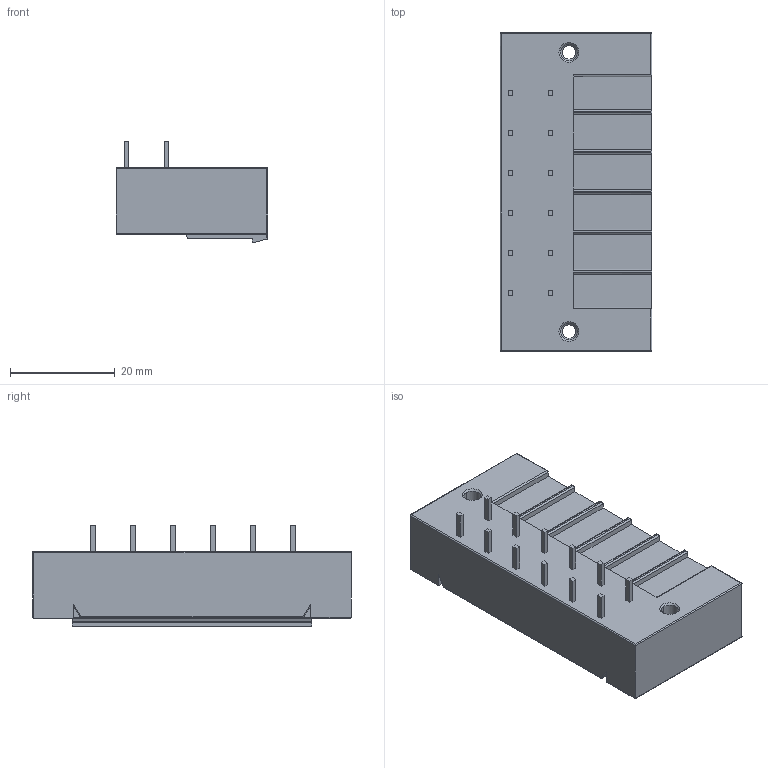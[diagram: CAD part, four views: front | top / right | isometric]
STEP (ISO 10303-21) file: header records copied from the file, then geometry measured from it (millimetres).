
FILE_DESCRIPTION((''),'2;1');
FILE_NAME('TLPHW-516R-','2024-09-11T16:00:14',('sheji'),(''),'CREO PARAMETRIC BY PTC INC, 2018100','CREO PARAMETRIC BY PTC INC, 2018100','');
FILE_SCHEMA(('CONFIG_CONTROL_DESIGN'));
Length unit declared in the file: millimetre
Products named in the file (1): TLPHW-516R-
Bounding box: 29 x 60.96 x 19.29 mm (x, y, z)
Volume: 15996.3 mm3; surface area: 10658.4 mm2
Topology: 1 solids, 1 shells, 539 faces, 1463 edges, 958 vertices
Faces by surface type: plane 385, cylinder 127, cone 20, sphere 5, torus 2
Entity records: 16938 total; most frequent: CARTESIAN_POINT 3119, ORIENTED_EDGE 2926, DIRECTION 2762, EDGE_CURVE 1463, VECTOR 1184, LINE 1184, VERTEX_POINT 958, AXIS2_PLACEMENT_3D 789
